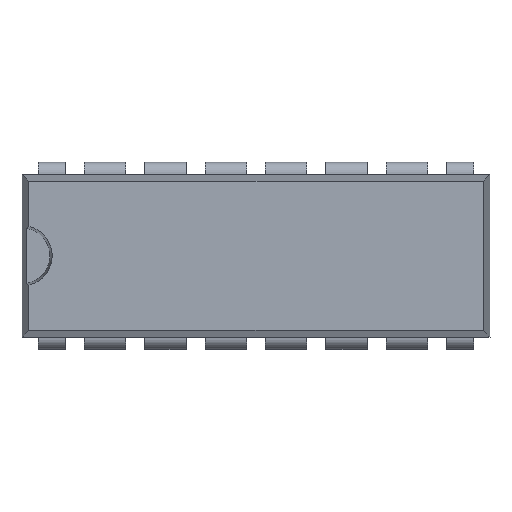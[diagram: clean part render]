
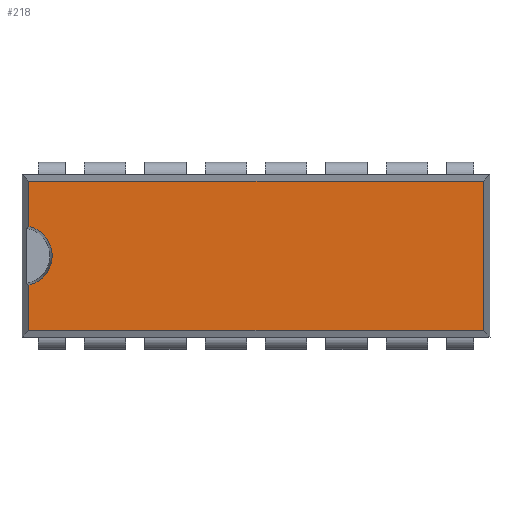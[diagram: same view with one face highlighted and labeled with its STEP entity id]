
A CAD part, top view. The second image highlights one B-rep face of the part: STEP entity #218.
In plain terms, the highlighted planar face has unit normal (0, 0, 1).
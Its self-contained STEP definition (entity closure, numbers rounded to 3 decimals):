
#218=ADVANCED_FACE('',(#3584),#3586,.T.);
#3584=FACE_BOUND('',#3585,.T.);
#3585=EDGE_LOOP('',(#6076,#6077,#6078,#6079,#6080,#6081));
#3586=PLANE('',#3587);
#3587=AXIS2_PLACEMENT_3D('',#3588,#3589,#3590);
#3588=CARTESIAN_POINT('',(0.,0.,5.33));
#3589=DIRECTION('',(0.,0.,1.));
#3590=DIRECTION('',(1.,0.,0.));
#6076=ORIENTED_EDGE('',*,*,#7736,.T.);
#6077=ORIENTED_EDGE('',*,*,#7737,.T.);
#6078=ORIENTED_EDGE('',*,*,#7738,.T.);
#6079=ORIENTED_EDGE('',*,*,#7739,.T.);
#6080=ORIENTED_EDGE('',*,*,#7740,.T.);
#6081=ORIENTED_EDGE('',*,*,#7741,.T.);
#7736=EDGE_CURVE('',#8566,#8567,#8568,.F.);
#7737=EDGE_CURVE('',#8567,#8569,#8570,.T.);
#7738=EDGE_CURVE('',#8569,#8571,#8572,.T.);
#7739=EDGE_CURVE('',#8571,#8573,#8574,.T.);
#7740=EDGE_CURVE('',#8573,#8575,#8576,.T.);
#7741=EDGE_CURVE('',#8575,#8566,#8577,.T.);
#8566=VERTEX_POINT('',#9904);
#8567=VERTEX_POINT('',#9905);
#8568=CIRCLE('',#9906,1.27);
#8569=VERTEX_POINT('',#9910);
#8570=LINE('',#9911,#9912);
#8571=VERTEX_POINT('',#9914);
#8572=LINE('',#9915,#9916);
#8573=VERTEX_POINT('',#9918);
#8574=LINE('',#9919,#9920);
#8575=VERTEX_POINT('',#9922);
#8576=LINE('',#9923,#9924);
#8577=LINE('',#9926,#9927);
#9904=CARTESIAN_POINT('',(-0.666,5.047,5.33));
#9905=CARTESIAN_POINT('',(-0.666,2.573,5.33));
#9906=AXIS2_PLACEMENT_3D('',#9907,#9908,#9909);
#9907=CARTESIAN_POINT('',(-0.955,3.81,5.33));
#9908=DIRECTION('',(0.,0.,1.));
#9909=DIRECTION('',(0.227,-0.974,0.));
#9910=CARTESIAN_POINT('',(-0.666,0.674,5.33));
#9911=CARTESIAN_POINT('',(-0.666,2.573,5.33));
#9912=VECTOR('',#9913,1.);
#9913=DIRECTION('',(0.,-1.,0.));
#9914=CARTESIAN_POINT('',(18.446,0.674,5.33));
#9915=CARTESIAN_POINT('',(-0.666,0.674,5.33));
#9916=VECTOR('',#9917,1.);
#9917=DIRECTION('',(1.,0.,0.));
#9918=CARTESIAN_POINT('',(18.446,6.946,5.33));
#9919=CARTESIAN_POINT('',(18.446,0.674,5.33));
#9920=VECTOR('',#9921,1.);
#9921=DIRECTION('',(0.,1.,0.));
#9922=CARTESIAN_POINT('',(-0.666,6.946,5.33));
#9923=CARTESIAN_POINT('',(18.446,6.946,5.33));
#9924=VECTOR('',#9925,1.);
#9925=DIRECTION('',(-1.,0.,0.));
#9926=CARTESIAN_POINT('',(-0.666,6.946,5.33));
#9927=VECTOR('',#9928,1.);
#9928=DIRECTION('',(0.,-1.,0.));
